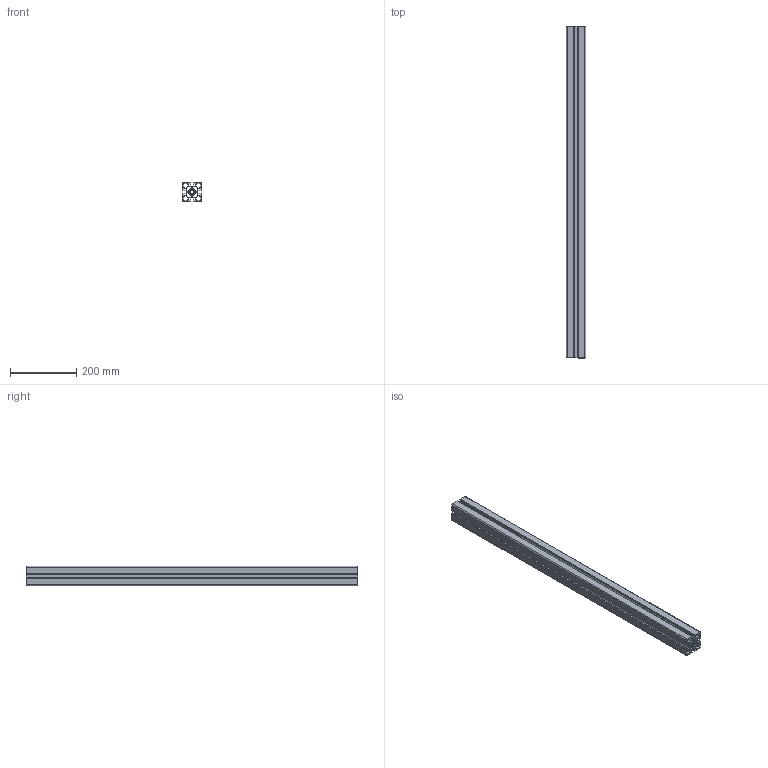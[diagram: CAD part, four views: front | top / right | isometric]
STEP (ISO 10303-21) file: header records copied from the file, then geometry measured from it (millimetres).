
FILE_DESCRIPTION(('STEP AP203'),'1');
FILE_NAME('BASE10B0077.stp','2023-10-13T09:48:38',(' '),(' '),'Spatial InterOp 3D',' ',' ');
FILE_SCHEMA(('CONFIG_CONTROL_DESIGN'));
Length unit declared in the file: millimetre
Products named in the file (1): Profilé 10 60x60 lourd
Bounding box: 60 x 1000 x 60 mm (x, y, z)
Volume: 1438002.4 mm3; surface area: 893177.5 mm2
Topology: 1 solids, 1 shells, 210 faces, 624 edges, 416 vertices
Faces by surface type: plane 118, cylinder 92
Entity records: 7230 total; most frequent: CARTESIAN_POINT 1251, ORIENTED_EDGE 1248, DIRECTION 1230, EDGE_CURVE 624, LINE 440, VECTOR 440, VERTEX_POINT 416, AXIS2_PLACEMENT_3D 395
